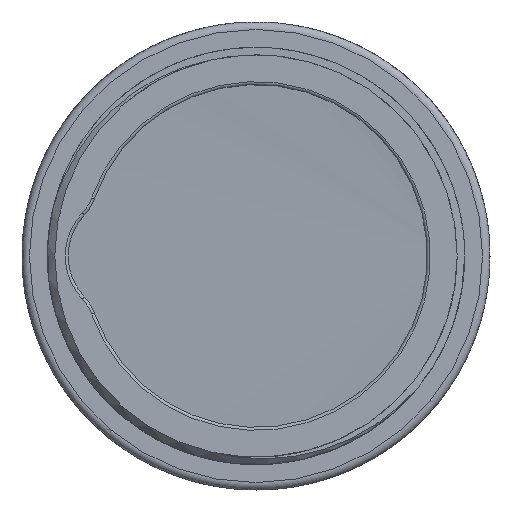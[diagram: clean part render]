
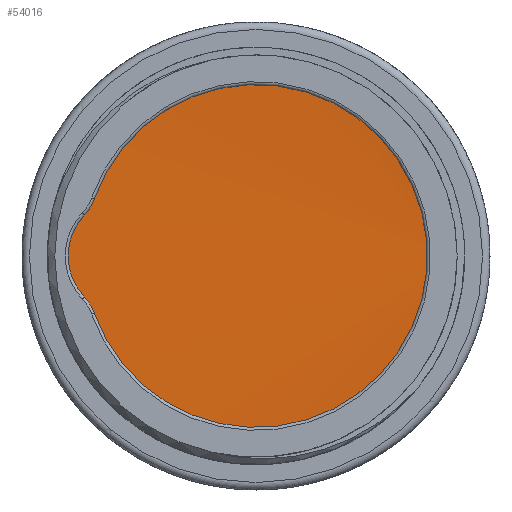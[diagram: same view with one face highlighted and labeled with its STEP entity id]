
A CAD part, left-side view. The second image highlights one B-rep face of the part: STEP entity #54016.
In plain terms, the highlighted cylindrical face has radius 13.5 mm (diameter 27 mm), a full revolution.
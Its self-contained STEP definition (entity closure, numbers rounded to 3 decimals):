
#3258=CIRCLE('',#57302,13.5);
#3765=FACE_OUTER_BOUND('',#6955,.T.);
#6955=EDGE_LOOP('',(#33281,#33282,#33283,#33284));
#10410=B_SPLINE_CURVE_WITH_KNOTS('',3,(#63246,#63247,#63248,#63249,#63250,
#63251,#63252,#63253,#63254,#63255,#63256,#63257,#63258),.UNSPECIFIED.,
 .F.,.F.,(4,1,1,1,1,1,1,1,1,1,4),(4.937,5.42,5.903,
6.386,6.869,7.352,7.835,8.318,
8.801,9.285,9.425),.UNSPECIFIED.);
#17818=LINE('',#62176,#18256);
#17824=LINE('',#62280,#18262);
#18256=VECTOR('',#58696,13.5);
#18262=VECTOR('',#58718,13.5);
#18694=VERTEX_POINT('',#62174);
#18695=VERTEX_POINT('',#62175);
#18703=VERTEX_POINT('',#62279);
#18751=VERTEX_POINT('',#62659);
#24434=EDGE_CURVE('',#18694,#18695,#17818,.T.);
#24448=EDGE_CURVE('',#18703,#18694,#17824,.T.);
#24561=EDGE_CURVE('',#18751,#18695,#10410,.T.);
#24562=EDGE_CURVE('',#18751,#18703,#3258,.T.);
#33281=ORIENTED_EDGE('',*,*,#24434,.T.);
#33282=ORIENTED_EDGE('',*,*,#24561,.F.);
#33283=ORIENTED_EDGE('',*,*,#24562,.T.);
#33284=ORIENTED_EDGE('',*,*,#24448,.T.);
#50278=CYLINDRICAL_SURFACE('',#57301,13.5);
#54016=ADVANCED_FACE('',(#3765),#50278,.T.);
#57301=AXIS2_PLACEMENT_3D('',#63259,#58977,#58978);
#57302=AXIS2_PLACEMENT_3D('',#63260,#58979,#58980);
#58696=DIRECTION('',(1.,0.,0.));
#58718=DIRECTION('',(1.,0.,0.));
#58977=DIRECTION('center_axis',(1.,0.,0.));
#58978=DIRECTION('ref_axis',(0.,1.,0.));
#58979=DIRECTION('center_axis',(1.,0.,0.));
#58980=DIRECTION('ref_axis',(0.,-1.,0.));
#62174=CARTESIAN_POINT('',(0.8,-13.5,0.));
#62175=CARTESIAN_POINT('',(2.,-13.5,0.));
#62176=CARTESIAN_POINT('',(-0.6,-13.5,0.));
#62279=CARTESIAN_POINT('',(0.,-13.5,0.));
#62280=CARTESIAN_POINT('',(-0.6,-13.5,0.));
#62659=CARTESIAN_POINT('',(0.,3.004,13.162));
#63246=CARTESIAN_POINT('Ctrl Pts',(0.,3.004,
13.162));
#63247=CARTESIAN_POINT('Ctrl Pts',(0.072,5.123,
12.678));
#63248=CARTESIAN_POINT('Ctrl Pts',(0.215,9.122,10.668));
#63249=CARTESIAN_POINT('Ctrl Pts',(0.431,13.034,5.209));
#63250=CARTESIAN_POINT('Ctrl Pts',(0.646,13.962,-1.441));
#63251=CARTESIAN_POINT('Ctrl Pts',(0.861,11.695,-7.762));
#63252=CARTESIAN_POINT('Ctrl Pts',(1.076,6.751,-12.306));
#63253=CARTESIAN_POINT('Ctrl Pts',(1.292,0.262,-14.034));
#63254=CARTESIAN_POINT('Ctrl Pts',(1.507,-6.287,-12.55));
#63255=CARTESIAN_POINT('Ctrl Pts',(1.722,-11.397,-8.194));
#63256=CARTESIAN_POINT('Ctrl Pts',(1.887,-13.307,-3.436));
#63257=CARTESIAN_POINT('Ctrl Pts',(1.979,-13.5,-0.631));
#63258=CARTESIAN_POINT('Ctrl Pts',(2.,-13.5,0.));
#63259=CARTESIAN_POINT('Origin',(-0.6,0.,0.));
#63260=CARTESIAN_POINT('Origin',(0.,0.,0.));
